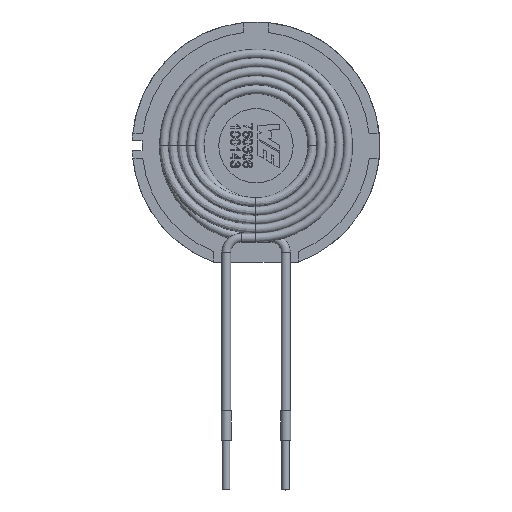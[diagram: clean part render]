
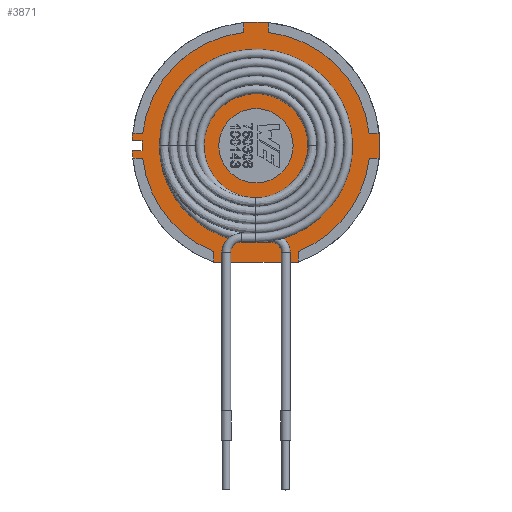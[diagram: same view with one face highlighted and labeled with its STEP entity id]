
A CAD part, top view. The second image highlights one B-rep face of the part: STEP entity #3871.
In plain terms, the highlighted planar face has unit normal (0, 0, 1).
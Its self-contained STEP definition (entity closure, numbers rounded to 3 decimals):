
#146=LINE('',#8248,#321);
#147=LINE('',#8249,#322);
#148=LINE('',#8250,#323);
#149=LINE('',#8251,#324);
#150=LINE('',#8252,#325);
#151=LINE('',#8253,#326);
#152=LINE('',#8254,#327);
#153=LINE('',#8258,#328);
#154=LINE('',#8259,#329);
#155=LINE('',#8261,#330);
#156=LINE('',#8263,#331);
#157=LINE('',#8264,#332);
#321=VECTOR('',#4490,1000.);
#322=VECTOR('',#4491,1000.);
#323=VECTOR('',#4492,1000.);
#324=VECTOR('',#4493,1000.);
#325=VECTOR('',#4494,1000.);
#326=VECTOR('',#4495,1000.);
#327=VECTOR('',#4496,1000.);
#328=VECTOR('',#4499,1000.);
#329=VECTOR('',#4500,1000.);
#330=VECTOR('',#4501,1000.);
#331=VECTOR('',#4502,1000.);
#332=VECTOR('',#4503,1000.);
#997=ORIENTED_EDGE('',*,*,#1500,.F.);
#998=ORIENTED_EDGE('',*,*,#1561,.T.);
#999=ORIENTED_EDGE('',*,*,#1562,.F.);
#1000=ORIENTED_EDGE('',*,*,#1563,.T.);
#1001=ORIENTED_EDGE('',*,*,#1498,.F.);
#1002=ORIENTED_EDGE('',*,*,#1564,.T.);
#1003=ORIENTED_EDGE('',*,*,#1341,.T.);
#1004=ORIENTED_EDGE('',*,*,#1565,.T.);
#1005=ORIENTED_EDGE('',*,*,#1328,.F.);
#1006=ORIENTED_EDGE('',*,*,#1566,.T.);
#1007=ORIENTED_EDGE('',*,*,#1337,.T.);
#1008=ORIENTED_EDGE('',*,*,#1567,.T.);
#1009=ORIENTED_EDGE('',*,*,#1568,.F.);
#1010=ORIENTED_EDGE('',*,*,#1569,.T.);
#1011=ORIENTED_EDGE('',*,*,#1333,.T.);
#1012=ORIENTED_EDGE('',*,*,#1570,.F.);
#1013=ORIENTED_EDGE('',*,*,#1571,.F.);
#1014=ORIENTED_EDGE('',*,*,#1572,.T.);
#1015=ORIENTED_EDGE('',*,*,#1349,.T.);
#1016=ORIENTED_EDGE('',*,*,#1573,.T.);
#1017=ORIENTED_EDGE('',*,*,#1574,.T.);
#1328=EDGE_CURVE('',#1691,#1689,#1946,.T.);
#1333=EDGE_CURVE('',#1697,#1696,#1948,.T.);
#1337=EDGE_CURVE('',#1701,#1700,#1950,.T.);
#1341=EDGE_CURVE('',#1705,#1704,#1952,.T.);
#1349=EDGE_CURVE('',#1713,#1712,#1956,.T.);
#1498=EDGE_CURVE('',#1824,#1823,#1958,.T.);
#1500=EDGE_CURVE('',#1826,#1827,#1959,.T.);
#1561=EDGE_CURVE('',#1826,#1709,#146,.T.);
#1562=EDGE_CURVE('',#1693,#1709,#147,.T.);
#1563=EDGE_CURVE('',#1693,#1823,#148,.T.);
#1564=EDGE_CURVE('',#1824,#1705,#149,.T.);
#1565=EDGE_CURVE('',#1704,#1689,#150,.T.);
#1566=EDGE_CURVE('',#1691,#1701,#151,.T.);
#1567=EDGE_CURVE('',#1700,#1875,#152,.T.);
#1568=EDGE_CURVE('',#1876,#1875,#1962,.T.);
#1569=EDGE_CURVE('',#1876,#1697,#153,.T.);
#1570=EDGE_CURVE('',#1877,#1696,#154,.T.);
#1571=EDGE_CURVE('',#1878,#1877,#155,.T.);
#1572=EDGE_CURVE('',#1878,#1713,#156,.T.);
#1573=EDGE_CURVE('',#1712,#1827,#157,.T.);
#1574=EDGE_CURVE('',#1879,#1879,#1963,.T.);
#1689=VERTEX_POINT('',#6236);
#1691=VERTEX_POINT('',#6240);
#1693=VERTEX_POINT('',#6245);
#1696=VERTEX_POINT('',#6251);
#1697=VERTEX_POINT('',#6253);
#1700=VERTEX_POINT('',#6259);
#1701=VERTEX_POINT('',#6261);
#1704=VERTEX_POINT('',#6267);
#1705=VERTEX_POINT('',#6269);
#1709=VERTEX_POINT('',#6278);
#1712=VERTEX_POINT('',#6284);
#1713=VERTEX_POINT('',#6286);
#1823=VERTEX_POINT('',#7846);
#1824=VERTEX_POINT('',#7848);
#1826=VERTEX_POINT('',#7853);
#1827=VERTEX_POINT('',#7855);
#1875=VERTEX_POINT('',#8255);
#1876=VERTEX_POINT('',#8257);
#1877=VERTEX_POINT('',#8260);
#1878=VERTEX_POINT('',#8262);
#1879=VERTEX_POINT('',#8266);
#1946=CIRCLE('',#4009,23.);
#1948=CIRCLE('',#4012,25.);
#1950=CIRCLE('',#4014,25.);
#1952=CIRCLE('',#4016,25.);
#1956=CIRCLE('',#4021,25.);
#1958=CIRCLE('',#4059,23.);
#1959=CIRCLE('',#4061,23.);
#1962=CIRCLE('',#4077,23.);
#1963=CIRCLE('',#4078,7.5);
#2127=EDGE_LOOP('',(#997,#998,#999,#1000,#1001,#1002,#1003,#1004,#1005,
#1006,#1007,#1008,#1009,#1010,#1011,#1012,#1013,#1014,#1015,#1016));
#2128=EDGE_LOOP('',(#1017));
#2372=FACE_BOUND('',#2127,.T.);
#2373=FACE_BOUND('',#2128,.T.);
#2504=PLANE('',#4076);
#3871=ADVANCED_FACE('',(#2372,#2373),#2504,.F.);
#4009=AXIS2_PLACEMENT_3D('',#6241,#4261,#4262);
#4012=AXIS2_PLACEMENT_3D('',#6252,#4270,#4271);
#4014=AXIS2_PLACEMENT_3D('',#6260,#4276,#4277);
#4016=AXIS2_PLACEMENT_3D('',#6268,#4282,#4283);
#4021=AXIS2_PLACEMENT_3D('',#6285,#4296,#4297);
#4059=AXIS2_PLACEMENT_3D('',#7849,#4418,#4419);
#4061=AXIS2_PLACEMENT_3D('',#7854,#4423,#4424);
#4076=AXIS2_PLACEMENT_3D('',#8247,#4488,#4489);
#4077=AXIS2_PLACEMENT_3D('',#8256,#4497,#4498);
#4078=AXIS2_PLACEMENT_3D('',#8265,#4504,#4505);
#4261=DIRECTION('',(0.,0.,-1.));
#4262=DIRECTION('',(-1.,0.,0.));
#4270=DIRECTION('',(0.,0.,1.));
#4271=DIRECTION('',(1.,0.,0.));
#4276=DIRECTION('',(0.,0.,1.));
#4277=DIRECTION('',(1.,0.,0.));
#4282=DIRECTION('',(0.,0.,1.));
#4283=DIRECTION('',(1.,0.,0.));
#4296=DIRECTION('',(0.,0.,1.));
#4297=DIRECTION('',(1.,0.,0.));
#4418=DIRECTION('',(0.,0.,-1.));
#4419=DIRECTION('',(-1.,0.,0.));
#4423=DIRECTION('',(0.,0.,-1.));
#4424=DIRECTION('',(-1.,0.,0.));
#4488=DIRECTION('',(0.,0.,-1.));
#4489=DIRECTION('',(-1.,0.,0.));
#4490=DIRECTION('',(1.,0.,0.));
#4491=DIRECTION('',(0.,-1.,0.));
#4492=DIRECTION('',(-1.,0.,0.));
#4493=DIRECTION('',(0.,1.,0.));
#4494=DIRECTION('',(0.,-1.,0.));
#4495=DIRECTION('',(-1.,0.,0.));
#4496=DIRECTION('',(1.,0.,0.));
#4497=DIRECTION('',(0.,0.,-1.));
#4498=DIRECTION('',(-1.,0.,0.));
#4499=DIRECTION('',(0.,-1.,0.));
#4500=DIRECTION('',(0.,-1.,0.));
#4501=DIRECTION('',(-1.,0.,0.));
#4502=DIRECTION('',(0.,-1.,0.));
#4503=DIRECTION('',(0.,1.,0.));
#4504=DIRECTION('',(0.,0.,-1.));
#4505=DIRECTION('',(0.,1.,0.));
#6236=CARTESIAN_POINT('',(-2.5,22.864,2.));
#6240=CARTESIAN_POINT('',(-22.864,2.5,2.));
#6241=CARTESIAN_POINT('',(0.,0.,2.));
#6245=CARTESIAN_POINT('',(23.5,8.529,2.));
#6251=CARTESIAN_POINT('',(-1.,-24.98,2.));
#6252=CARTESIAN_POINT('',(0.,0.,2.));
#6253=CARTESIAN_POINT('',(-2.5,-24.875,2.));
#6259=CARTESIAN_POINT('',(-24.875,-2.5,2.));
#6260=CARTESIAN_POINT('',(0.,0.,2.));
#6261=CARTESIAN_POINT('',(-24.875,2.5,2.));
#6267=CARTESIAN_POINT('',(-2.5,24.875,2.));
#6268=CARTESIAN_POINT('',(0.,0.,2.));
#6269=CARTESIAN_POINT('',(2.5,24.875,2.));
#6278=CARTESIAN_POINT('',(23.5,-8.529,2.));
#6284=CARTESIAN_POINT('',(2.5,-24.875,2.));
#6285=CARTESIAN_POINT('',(0.,0.,2.));
#6286=CARTESIAN_POINT('',(1.,-24.98,2.));
#7846=CARTESIAN_POINT('',(21.36,8.529,2.));
#7848=CARTESIAN_POINT('',(2.5,22.864,2.));
#7849=CARTESIAN_POINT('',(0.,0.,2.));
#7853=CARTESIAN_POINT('',(21.36,-8.529,2.));
#7854=CARTESIAN_POINT('',(0.,0.,2.));
#7855=CARTESIAN_POINT('',(2.5,-22.864,2.));
#8247=CARTESIAN_POINT('',(0.,0.,2.));
#8248=CARTESIAN_POINT('',(0.,-8.529,2.));
#8249=CARTESIAN_POINT('',(23.5,25.,2.));
#8250=CARTESIAN_POINT('',(23.5,8.529,2.));
#8251=CARTESIAN_POINT('',(2.5,2.5,2.));
#8252=CARTESIAN_POINT('',(-2.5,25.,2.));
#8253=CARTESIAN_POINT('',(-2.5,2.5,2.));
#8254=CARTESIAN_POINT('',(-25.,-2.5,2.));
#8255=CARTESIAN_POINT('',(-22.864,-2.5,2.));
#8256=CARTESIAN_POINT('',(0.,0.,2.));
#8257=CARTESIAN_POINT('',(-2.5,-22.864,2.));
#8258=CARTESIAN_POINT('',(-2.5,-2.5,2.));
#8259=CARTESIAN_POINT('',(-1.,-23.,2.));
#8260=CARTESIAN_POINT('',(-1.,-23.,2.));
#8261=CARTESIAN_POINT('',(1.,-23.,2.));
#8262=CARTESIAN_POINT('',(1.,-23.,2.));
#8263=CARTESIAN_POINT('',(1.,0.,2.));
#8264=CARTESIAN_POINT('',(2.5,-25.,2.));
#8265=CARTESIAN_POINT('',(0.,0.,2.));
#8266=CARTESIAN_POINT('',(0.,7.5,2.));
